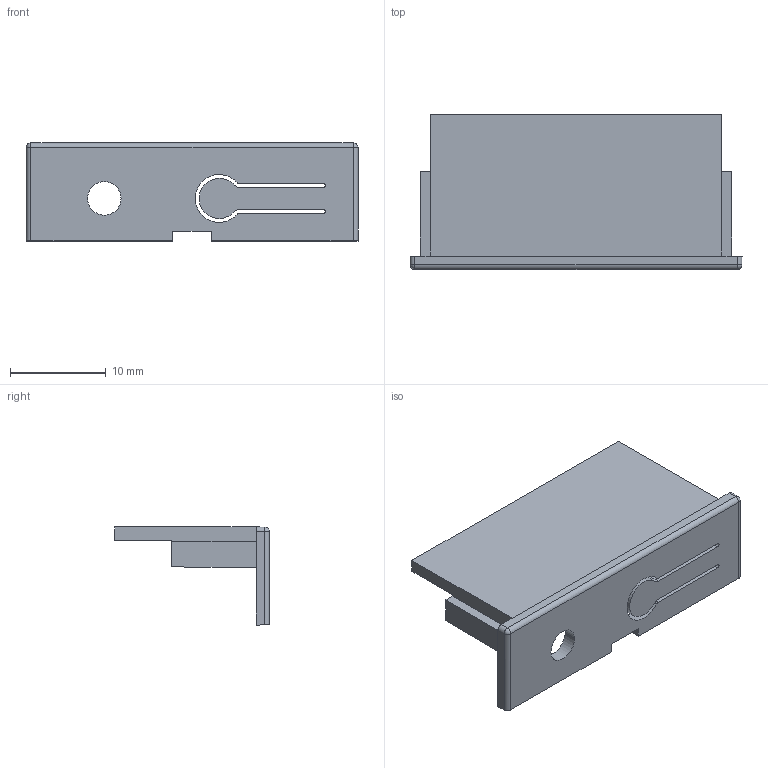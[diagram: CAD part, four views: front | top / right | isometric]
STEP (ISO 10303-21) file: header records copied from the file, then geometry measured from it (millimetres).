
FILE_DESCRIPTION((''),'2;1');
FILE_NAME('PLATE_2_MOD_FOR_EIB_4','2014-11-26T',('oluf'),(''),'PRO/ENGINEER BY PARAMETRIC TECHNOLOGY CORPORATION, 2001440','PRO/ENGINEER BY PARAMETRIC TECHNOLOGY CORPORATION, 2001440','');
FILE_SCHEMA(('CONFIG_CONTROL_DESIGN'));
Length unit declared in the file: millimetre
Products named in the file (1): PLATE_2_MOD_FOR_EIB_4
Bounding box: 34.7 x 16.2 x 10.25 mm (x, y, z)
Volume: 1125.6 mm3; surface area: 1942.8 mm2
Topology: 1 solids, 1 shells, 50 faces, 136 edges, 88 vertices
Faces by surface type: plane 33, cylinder 15, sphere 2
Entity records: 1624 total; most frequent: CARTESIAN_POINT 298, ORIENTED_EDGE 272, DIRECTION 258, EDGE_CURVE 136, VECTOR 106, LINE 106, VERTEX_POINT 88, AXIS2_PLACEMENT_3D 76
